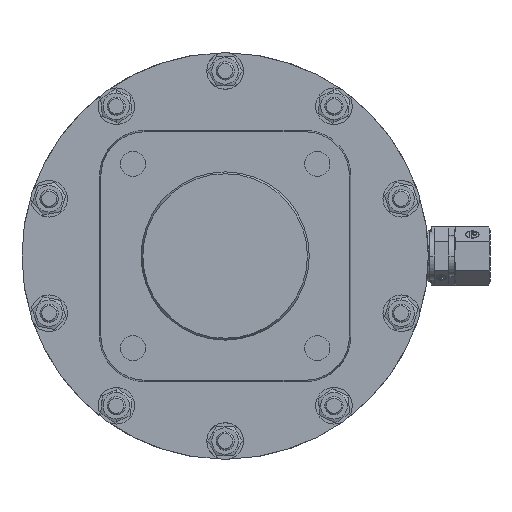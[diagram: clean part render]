
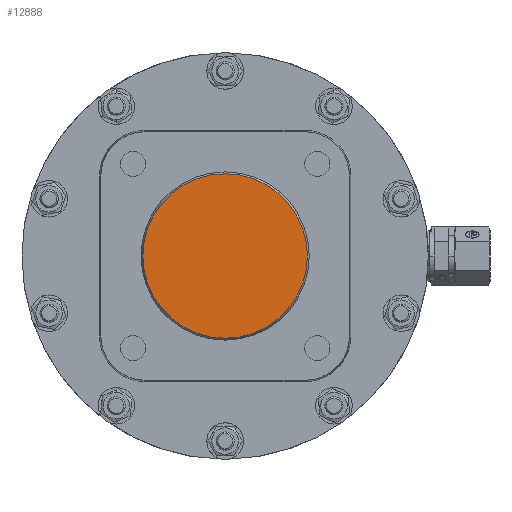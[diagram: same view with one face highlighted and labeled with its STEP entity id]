
A CAD part, left-side view. The second image highlights one B-rep face of the part: STEP entity #12888.
In plain terms, the highlighted planar face has unit normal (-1, 0, 0).
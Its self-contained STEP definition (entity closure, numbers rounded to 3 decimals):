
#7841 = DIRECTION ( 'NONE',  ( 1., 0., 0. ) ) ;
#8936 = CARTESIAN_POINT ( 'NONE',  ( -67., -36.8, 0. ) ) ;
#8976 = EDGE_CURVE ( 'NONE', #27817, #27784, #28696, .T. ) ;
#9351 = DIRECTION ( 'NONE',  ( 1., 0., 0. ) ) ;
#10994 = EDGE_LOOP ( 'NONE', ( #13719, #27490 ) ) ;
#11645 = PLANE ( 'NONE',  #14450 ) ;
#11777 = DIRECTION ( 'NONE',  ( 0., 0., -1. ) ) ;
#12888 = ADVANCED_FACE ( 'NONE', ( #14951 ), #11645, .F. ) ;
#13719 = ORIENTED_EDGE ( 'NONE', *, *, #8976, .F. ) ;
#14450 = AXIS2_PLACEMENT_3D ( 'NONE', #8936, #29000, #11777 ) ;
#14944 = CARTESIAN_POINT ( 'NONE',  ( -67., 0., 36. ) ) ;
#14951 = FACE_OUTER_BOUND ( 'NONE', #10994, .T. ) ;
#18967 = EDGE_CURVE ( 'NONE', #27784, #27817, #32512, .T. ) ;
#21176 = AXIS2_PLACEMENT_3D ( 'NONE', #26529, #9351, #29409 ) ;
#23631 = CARTESIAN_POINT ( 'NONE',  ( -67., 0., -36. ) ) ;
#25006 = CARTESIAN_POINT ( 'NONE',  ( -67., 0., 0. ) ) ;
#26529 = CARTESIAN_POINT ( 'NONE',  ( -67., 0., 0. ) ) ;
#27490 = ORIENTED_EDGE ( 'NONE', *, *, #18967, .F. ) ;
#27784 = VERTEX_POINT ( 'NONE', #14944 ) ;
#27817 = VERTEX_POINT ( 'NONE', #23631 ) ;
#27892 = DIRECTION ( 'NONE',  ( 0., 0., -1. ) ) ;
#28696 = CIRCLE ( 'NONE', #34007, 36. ) ;
#29000 = DIRECTION ( 'NONE',  ( 1., 0., 0. ) ) ;
#29409 = DIRECTION ( 'NONE',  ( 0., 0., -1. ) ) ;
#32512 = CIRCLE ( 'NONE', #21176, 36. ) ;
#34007 = AXIS2_PLACEMENT_3D ( 'NONE', #25006, #7841, #27892 ) ;
